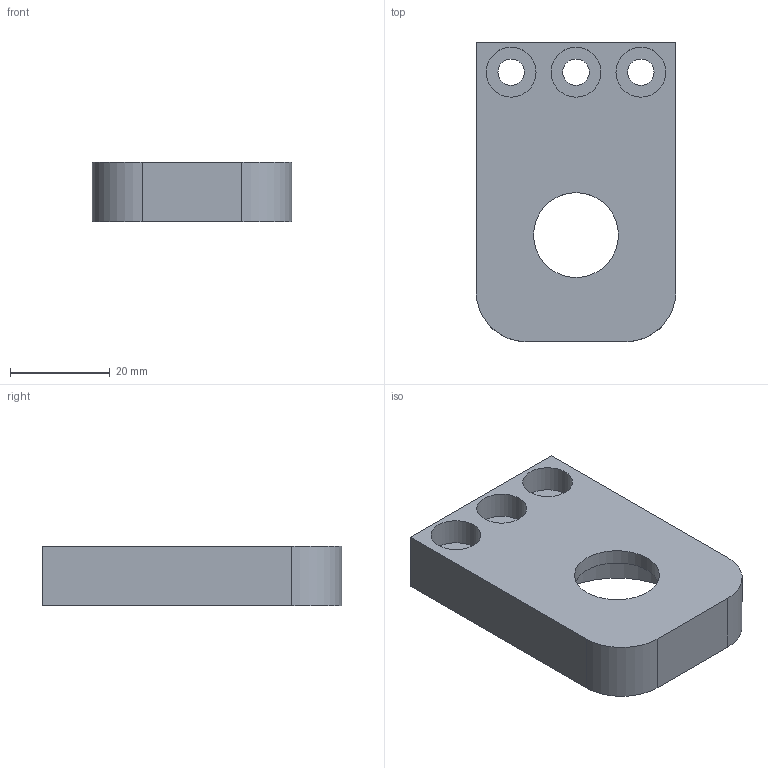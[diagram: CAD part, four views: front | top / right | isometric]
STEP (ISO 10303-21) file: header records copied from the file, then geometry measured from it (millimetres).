
FILE_DESCRIPTION (( 'STEP AP214' ), '1' );
FILE_NAME ('BRAS-USI-005A-roulement1.STEP', '2023-09-22T06:03:27', ( '' ), ( '' ), 'SwSTEP 2.0', 'SolidWorks 2021', '' );
FILE_SCHEMA (( 'AUTOMOTIVE_DESIGN' ));
Length unit declared in the file: millimetre
Products named in the file (1): BRAS-USI-005A-roulement1
Bounding box: 40 x 60 x 12 mm (x, y, z)
Volume: 18656.6 mm3; surface area: 8328.4 mm2
Topology: 1 solids, 1 shells, 20 faces, 43 edges, 29 vertices
Faces by surface type: cylinder 10, plane 10
Full cylindrical faces by diameter (mm): 5.3 x3, 10 x3, 17 x1, 32 x1
Entity records: 556 total; most frequent: DIRECTION 96, CARTESIAN_POINT 83, ORIENTED_EDGE 68, AXIS2_PLACEMENT_3D 41, EDGE_LOOP 40, EDGE_CURVE 34, FACE_OUTER_BOUND 28, VERTEX_POINT 28
